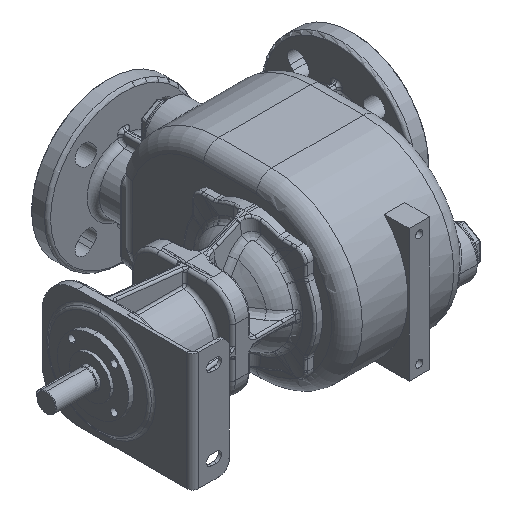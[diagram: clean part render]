
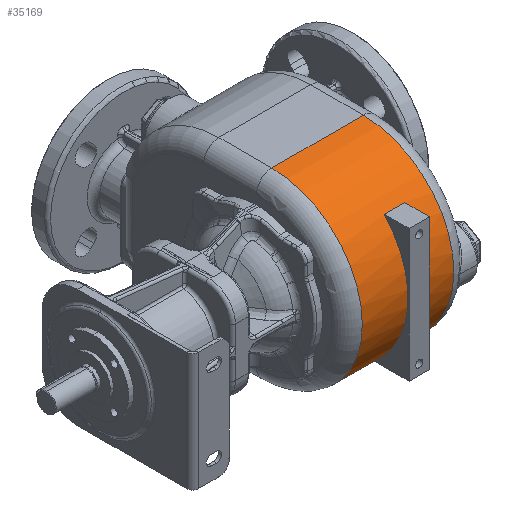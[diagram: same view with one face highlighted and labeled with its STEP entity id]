
A CAD part, isometric view. The second image highlights one B-rep face of the part: STEP entity #35169.
In plain terms, the highlighted cylindrical face has radius 89 mm (diameter 178 mm), a partial arc.
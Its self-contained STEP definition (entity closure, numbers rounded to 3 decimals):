
#7487=CARTESIAN_POINT('',(-55.,90.,0.));
#7488=DIRECTION('',(-1.,0.,0.));
#7489=DIRECTION('',(0.,0.,-1.));
#7490=AXIS2_PLACEMENT_3D('',#7487,#7488,#7489);
#7492=CARTESIAN_POINT('',(35.,90.,0.));
#7493=DIRECTION('',(1.,0.,0.));
#7494=DIRECTION('',(0.,0.,1.));
#7495=AXIS2_PLACEMENT_3D('',#7492,#7493,#7494);
#7497=DIRECTION('',(1.,0.,0.));
#7498=VECTOR('',#7497,90.);
#7499=CARTESIAN_POINT('',(-55.,90.,-89.));
#7500=LINE('',#7499,#7498);
#7501=DIRECTION('',(-1.,0.,0.));
#7502=VECTOR('',#7501,20.);
#7503=CARTESIAN_POINT('',(10.,35.036,-70.));
#7504=LINE('',#7503,#7502);
#7505=CARTESIAN_POINT('',(10.,90.,0.));
#7506=DIRECTION('',(-1.,0.,0.));
#7507=DIRECTION('',(0.,-0.618,-0.787));
#7508=AXIS2_PLACEMENT_3D('',#7505,#7506,#7507);
#7510=DIRECTION('',(-1.,0.,0.));
#7511=VECTOR('',#7510,20.);
#7512=CARTESIAN_POINT('',(10.,24.266,60.));
#7513=LINE('',#7512,#7511);
#7514=CARTESIAN_POINT('',(-10.,90.,0.));
#7515=DIRECTION('',(-1.,0.,0.));
#7516=DIRECTION('',(0.,-0.618,-0.787));
#7517=AXIS2_PLACEMENT_3D('',#7514,#7515,#7516);
#22185=DIRECTION('',(1.,0.,0.));
#22186=VECTOR('',#22185,90.);
#22187=CARTESIAN_POINT('',(-55.,90.,89.));
#22188=LINE('',#22187,#22186);
#23551=CARTESIAN_POINT('',(-10.,35.036,-70.));
#23552=VERTEX_POINT('',#23551);
#23553=CARTESIAN_POINT('',(10.,35.036,-70.));
#23554=VERTEX_POINT('',#23553);
#23555=CARTESIAN_POINT('',(10.,24.266,60.));
#23556=VERTEX_POINT('',#23555);
#23557=CARTESIAN_POINT('',(-10.,24.266,60.));
#23558=VERTEX_POINT('',#23557);
#23635=CARTESIAN_POINT('',(35.,90.,-89.));
#23636=VERTEX_POINT('',#23635);
#23637=CARTESIAN_POINT('',(35.,90.,89.));
#23638=VERTEX_POINT('',#23637);
#23669=CARTESIAN_POINT('',(-55.,90.,-89.));
#23670=VERTEX_POINT('',#23669);
#23671=CARTESIAN_POINT('',(-55.,90.,89.));
#23672=VERTEX_POINT('',#23671);
#35145=CARTESIAN_POINT('',(-70.,90.,0.));
#35146=DIRECTION('',(-1.,0.,0.));
#35147=DIRECTION('',(0.,0.,1.));
#35148=AXIS2_PLACEMENT_3D('',#35145,#35146,#35147);
#35149=CYLINDRICAL_SURFACE('',#35148,89.);
#35151=ORIENTED_EDGE('',*,*,#35150,.T.);
#35153=ORIENTED_EDGE('',*,*,#35152,.T.);
#35154=ORIENTED_EDGE('',*,*,#32377,.T.);
#35156=ORIENTED_EDGE('',*,*,#35155,.F.);
#35157=EDGE_LOOP('',(#35151,#35153,#35154,#35156));
#35158=FACE_OUTER_BOUND('',#35157,.F.);
#35160=ORIENTED_EDGE('',*,*,#35159,.F.);
#35162=ORIENTED_EDGE('',*,*,#35161,.T.);
#35164=ORIENTED_EDGE('',*,*,#35163,.T.);
#35166=ORIENTED_EDGE('',*,*,#35165,.F.);
#35167=EDGE_LOOP('',(#35160,#35162,#35164,#35166));
#35168=FACE_BOUND('',#35167,.F.);
#35169=ADVANCED_FACE('',(#35158,#35168),#35149,.T.);
#7491=CIRCLE('',#7490,89.);
#7496=CIRCLE('',#7495,89.);
#7509=CIRCLE('',#7508,89.);
#7518=CIRCLE('',#7517,89.);
#32377=EDGE_CURVE('',#23638,#23636,#7496,.T.);
#35150=EDGE_CURVE('',#23670,#23672,#7491,.T.);
#35152=EDGE_CURVE('',#23672,#23638,#22188,.T.);
#35155=EDGE_CURVE('',#23670,#23636,#7500,.T.);
#35159=EDGE_CURVE('',#23554,#23552,#7504,.T.);
#35161=EDGE_CURVE('',#23554,#23556,#7509,.T.);
#35163=EDGE_CURVE('',#23556,#23558,#7513,.T.);
#35165=EDGE_CURVE('',#23552,#23558,#7518,.T.);
